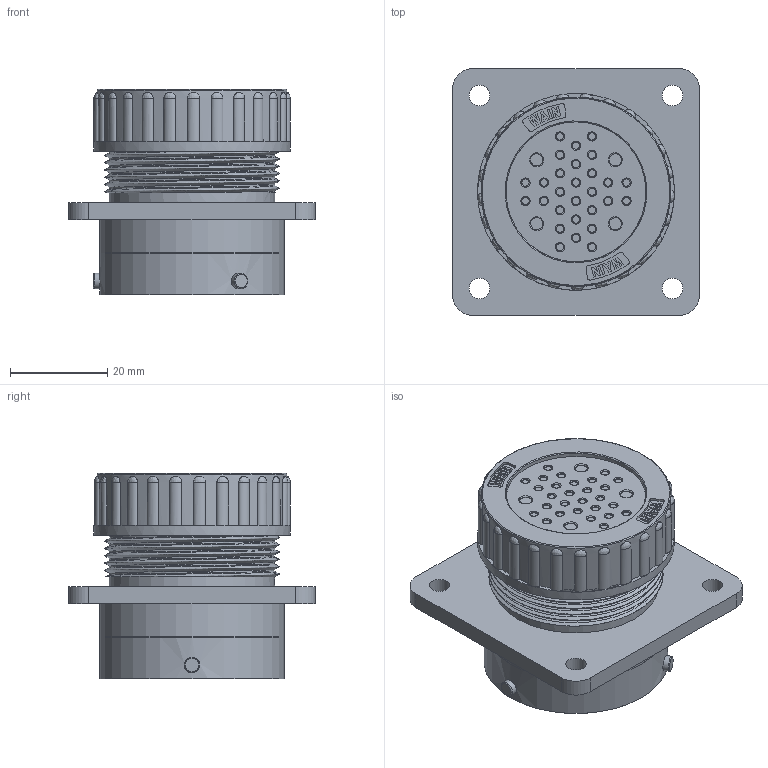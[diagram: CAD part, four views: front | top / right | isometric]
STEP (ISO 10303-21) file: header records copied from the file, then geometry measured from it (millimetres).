
FILE_DESCRIPTION(/* description */ (''),/* implementation_level */ '2;1');
FILE_NAME(/* name */ '3333333.stp',/* time_stamp */ '2024-01-30T17:11:39+08:00',/* author */ (''),/* organization */ (''),/* preprocessor_version */ 'ST-DEVELOPER v18.1',/* originating_system */ 'SIEMENS PLM Software NX 1980',/* authorisation */ '');
FILE_SCHEMA (('AUTOMOTIVE_DESIGN { 1 0 10303 214 3 1 1 1 }'));
Products named in the file (1): 3333333
Bounding box: 50.8 x 50.8 x 42.2 mm (x, y, z)
Volume: 40891.8 mm3; surface area: 16786.3 mm2
Topology: 1 solids, 1 shells, 1686 faces, 4699 edges, 3093 vertices
Faces by surface type: plane 1443, cylinder 143, torus 37, bspline 27, extrusion 25, cone 11
Full cylindrical faces by diameter (mm): 1.5 x28, 2.5 x4, 3.2 x3, 3.35 x28, 4.2 x4, 4.7 x4, 28.8 x1, 29 x1, 34 x11, 34.02 x1, 34.8 x5, 38 x2, 39 x1, 40.5 x1
Entity records: 61913 total; most frequent: CARTESIAN_POINT 19952, ORIENTED_EDGE 8894, DIRECTION 7962, EDGE_CURVE 4447, VECTOR 3884, LINE 3859, VERTEX_POINT 3029, AXIS2_PLACEMENT_3D 2039
